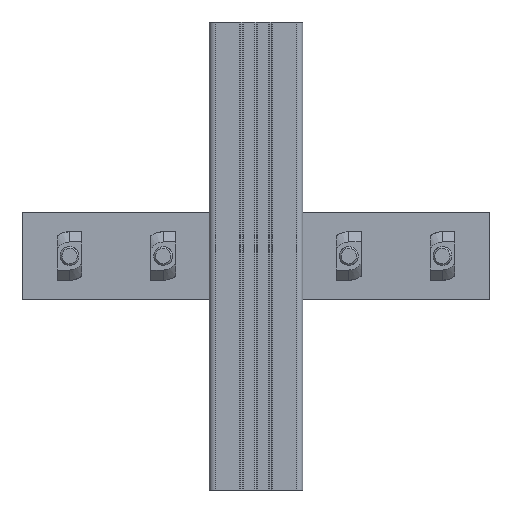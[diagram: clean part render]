
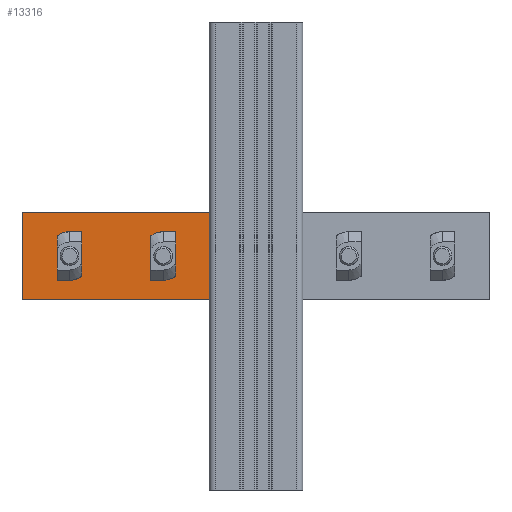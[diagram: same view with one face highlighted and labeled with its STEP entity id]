
A CAD part, front view. The second image highlights one B-rep face of the part: STEP entity #13316.
In plain terms, the highlighted planar face has unit normal (0, -1, 0).
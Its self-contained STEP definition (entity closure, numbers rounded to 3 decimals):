
#101 = EDGE_LOOP ( 'NONE', ( #5630, #14666 ) ) ;
#519 = FACE_BOUND ( 'NONE', #4802, .T. ) ;
#1300 = VERTEX_POINT ( 'NONE', #3374 ) ;
#1383 = CARTESIAN_POINT ( 'NONE',  ( 0., 0., 27.95 ) ) ;
#1421 = VERTEX_POINT ( 'NONE', #12056 ) ;
#1430 = CARTESIAN_POINT ( 'NONE',  ( -60., 0., 27.95 ) ) ;
#2354 = DIRECTION ( 'NONE',  ( 0., 1., 0. ) ) ;
#3133 = DIRECTION ( 'NONE',  ( 0., 1., 0. ) ) ;
#3374 = CARTESIAN_POINT ( 'NONE',  ( 0., 0., 0. ) ) ;
#4033 = CARTESIAN_POINT ( 'NONE',  ( -44.75, 0., 17.625 ) ) ;
#4076 = DIRECTION ( 'NONE',  ( 0., 0., -1. ) ) ;
#4195 = VERTEX_POINT ( 'NONE', #12311 ) ;
#4288 = EDGE_LOOP ( 'NONE', ( #8828, #14143, #4380, #7858 ) ) ;
#4380 = ORIENTED_EDGE ( 'NONE', *, *, #9321, .F. ) ;
#4480 = CARTESIAN_POINT ( 'NONE',  ( -60., 0., 0. ) ) ;
#4802 = EDGE_LOOP ( 'NONE', ( #9890, #12001 ) ) ;
#4818 = DIRECTION ( 'NONE',  ( 0., 0., -1. ) ) ;
#5031 = EDGE_CURVE ( 'NONE', #10737, #4195, #14414, .T. ) ;
#5048 = FACE_BOUND ( 'NONE', #101, .T. ) ;
#5072 = VERTEX_POINT ( 'NONE', #5775 ) ;
#5115 = CARTESIAN_POINT ( 'NONE',  ( -44.75, 0., 13.975 ) ) ;
#5630 = ORIENTED_EDGE ( 'NONE', *, *, #11274, .T. ) ;
#5775 = CARTESIAN_POINT ( 'NONE',  ( -14.75, 0., 17.625 ) ) ;
#6010 = CIRCLE ( 'NONE', #14733, 3.65 ) ;
#6368 = LINE ( 'NONE', #11133, #14759 ) ;
#6829 = DIRECTION ( 'NONE',  ( 0., 0., 1. ) ) ;
#7462 = LINE ( 'NONE', #1430, #14527 ) ;
#7479 = DIRECTION ( 'NONE',  ( 0., 1., 0. ) ) ;
#7672 = EDGE_CURVE ( 'NONE', #5072, #12585, #6010, .T. ) ;
#7858 = ORIENTED_EDGE ( 'NONE', *, *, #8618, .T. ) ;
#7922 = CARTESIAN_POINT ( 'NONE',  ( -14.75, 0., 13.975 ) ) ;
#8618 = EDGE_CURVE ( 'NONE', #1421, #13594, #6368, .T. ) ;
#8739 = DIRECTION ( 'NONE',  ( 0., 1., 0. ) ) ;
#8794 = EDGE_CURVE ( 'NONE', #4195, #10737, #10294, .T. ) ;
#8828 = ORIENTED_EDGE ( 'NONE', *, *, #13358, .T. ) ;
#9187 = LINE ( 'NONE', #4480, #10905 ) ;
#9321 = EDGE_CURVE ( 'NONE', #1421, #9896, #7462, .T. ) ;
#9395 = CARTESIAN_POINT ( 'NONE',  ( -14.75, 0., 13.975 ) ) ;
#9890 = ORIENTED_EDGE ( 'NONE', *, *, #8794, .T. ) ;
#9896 = VERTEX_POINT ( 'NONE', #12472 ) ;
#10294 = CIRCLE ( 'NONE', #14518, 3.65 ) ;
#10627 = AXIS2_PLACEMENT_3D ( 'NONE', #7922, #3133, #6829 ) ;
#10737 = VERTEX_POINT ( 'NONE', #4033 ) ;
#10905 = VECTOR ( 'NONE', #15045, 1000. ) ;
#11133 = CARTESIAN_POINT ( 'NONE',  ( -60., 0., 27.95 ) ) ;
#11274 = EDGE_CURVE ( 'NONE', #12585, #5072, #14115, .T. ) ;
#11489 = CARTESIAN_POINT ( 'NONE',  ( -14.75, 0., 10.325 ) ) ;
#11902 = CARTESIAN_POINT ( 'NONE',  ( -60., 0., 0. ) ) ;
#12001 = ORIENTED_EDGE ( 'NONE', *, *, #5031, .T. ) ;
#12056 = CARTESIAN_POINT ( 'NONE',  ( -60., 0., 27.95 ) ) ;
#12311 = CARTESIAN_POINT ( 'NONE',  ( -44.75, 0., 10.325 ) ) ;
#12389 = AXIS2_PLACEMENT_3D ( 'NONE', #14739, #8739, #13492 ) ;
#12472 = CARTESIAN_POINT ( 'NONE',  ( 0., 0., 27.95 ) ) ;
#12585 = VERTEX_POINT ( 'NONE', #11489 ) ;
#12866 = CARTESIAN_POINT ( 'NONE',  ( -44.75, 0., 13.975 ) ) ;
#13091 = EDGE_CURVE ( 'NONE', #9896, #1300, #14193, .T. ) ;
#13316 = ADVANCED_FACE ( 'NONE', ( #5048, #519, #13641 ), #14886, .F. ) ;
#13358 = EDGE_CURVE ( 'NONE', #13594, #1300, #9187, .T. ) ;
#13492 = DIRECTION ( 'NONE',  ( 0., 0., 1. ) ) ;
#13539 = DIRECTION ( 'NONE',  ( 1., 0., 0. ) ) ;
#13594 = VERTEX_POINT ( 'NONE', #11902 ) ;
#13641 = FACE_OUTER_BOUND ( 'NONE', #4288, .T. ) ;
#13886 = VECTOR ( 'NONE', #4818, 1000. ) ;
#14049 = DIRECTION ( 'NONE',  ( 0., 0., 1. ) ) ;
#14115 = CIRCLE ( 'NONE', #10627, 3.65 ) ;
#14143 = ORIENTED_EDGE ( 'NONE', *, *, #13091, .F. ) ;
#14193 = LINE ( 'NONE', #1383, #13886 ) ;
#14199 = DIRECTION ( 'NONE',  ( 0., 1., 0. ) ) ;
#14414 = CIRCLE ( 'NONE', #15411, 3.65 ) ;
#14518 = AXIS2_PLACEMENT_3D ( 'NONE', #5115, #7479, #14571 ) ;
#14527 = VECTOR ( 'NONE', #13539, 1000. ) ;
#14571 = DIRECTION ( 'NONE',  ( 0., 0., 1. ) ) ;
#14666 = ORIENTED_EDGE ( 'NONE', *, *, #7672, .T. ) ;
#14733 = AXIS2_PLACEMENT_3D ( 'NONE', #9395, #2354, #15327 ) ;
#14739 = CARTESIAN_POINT ( 'NONE',  ( -60., 0., 27.95 ) ) ;
#14759 = VECTOR ( 'NONE', #4076, 1000. ) ;
#14886 = PLANE ( 'NONE',  #12389 ) ;
#15045 = DIRECTION ( 'NONE',  ( 1., 0., 0. ) ) ;
#15327 = DIRECTION ( 'NONE',  ( 0., 0., 1. ) ) ;
#15411 = AXIS2_PLACEMENT_3D ( 'NONE', #12866, #14199, #14049 ) ;
